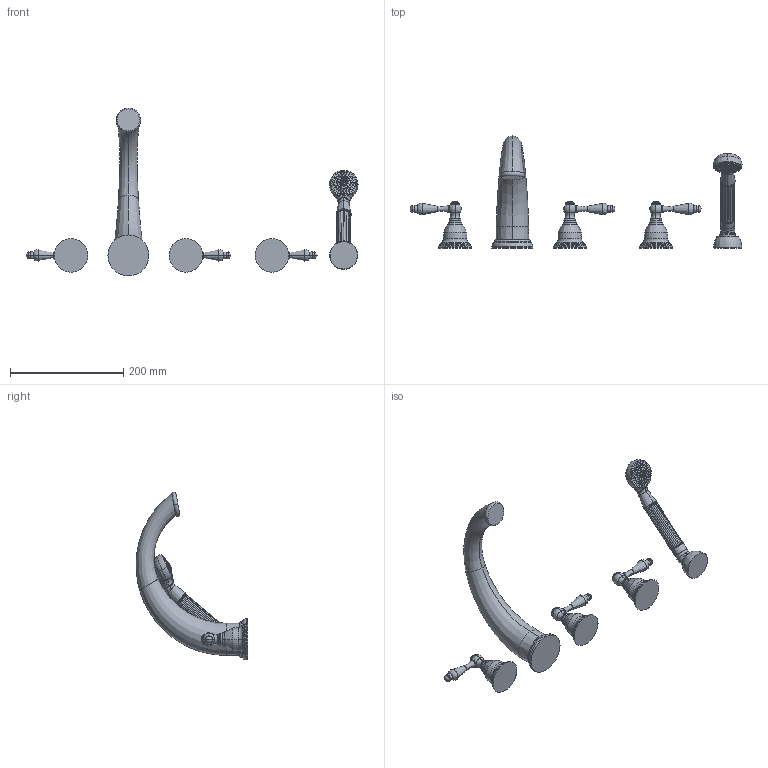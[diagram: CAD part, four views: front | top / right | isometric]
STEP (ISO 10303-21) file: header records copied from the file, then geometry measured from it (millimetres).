
FILE_DESCRIPTION((''),'2;1');
FILE_NAME('3-857C','2021-03-16T13:27:27',('jinson.thomas'),(''),'CREO PARAMETRIC BY PTC INC, 2018400','CREO PARAMETRIC BY PTC INC, 2018400','');
FILE_SCHEMA(('CONFIG_CONTROL_DESIGN'));
Length unit declared in the file: inch
Products named in the file (1): 3-857C
Bounding box: 587.5 x 198.07 x 296.66 mm (x, y, z)
Volume: 989760.8 mm3; surface area: 128464.3 mm2
Topology: 5 solids, 5 shells, 637 faces, 1366 edges, 803 vertices
Faces by surface type: cylinder 166, bspline 163, torus 134, cone 86, plane 80, sphere 8
Entity records: 27259 total; most frequent: CARTESIAN_POINT 14776, ORIENTED_EDGE 2716, DIRECTION 2271, EDGE_CURVE 1358, AXIS2_PLACEMENT_3D 1002, VERTEX_POINT 803, EDGE_LOOP 709, FACE_OUTER_BOUND 637
